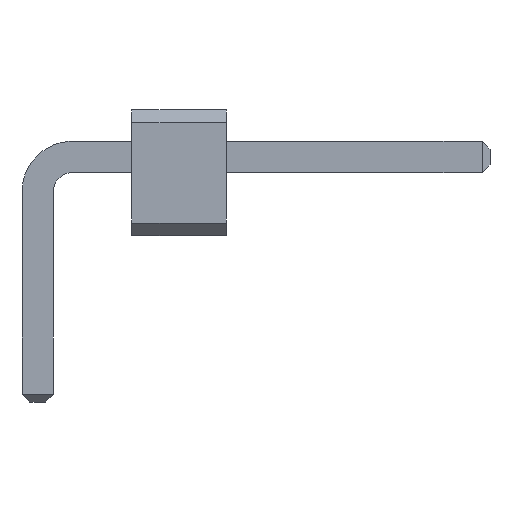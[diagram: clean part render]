
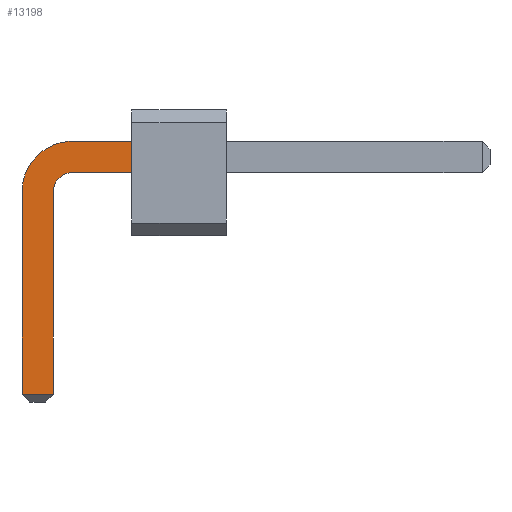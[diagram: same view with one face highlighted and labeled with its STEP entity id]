
A CAD part, front view. The second image highlights one B-rep face of the part: STEP entity #13198.
In plain terms, the highlighted planar face has unit normal (0, -1, 0).
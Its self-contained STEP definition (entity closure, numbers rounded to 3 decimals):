
#4186 = VERTEX_POINT('',#4187);
#4187 = CARTESIAN_POINT('',(1.5,-48.25,1.25));
#4195 = EDGE_CURVE('',#4186,#4196,#4198,.T.);
#4196 = VERTEX_POINT('',#4197);
#4197 = CARTESIAN_POINT('',(1.5,-48.25,0.75));
#4198 = LINE('',#4199,#4200);
#4199 = CARTESIAN_POINT('',(1.5,-48.25,0.499));
#4200 = VECTOR('',#4201,1.);
#4201 = DIRECTION('',(0.,0.,-1.));
#13098 = VERTEX_POINT('',#13099);
#13099 = CARTESIAN_POINT('',(0.5,-48.25,1.25));
#13105 = EDGE_CURVE('',#13098,#4186,#13106,.T.);
#13106 = LINE('',#13107,#13108);
#13107 = CARTESIAN_POINT('',(0.5,-48.25,1.25));
#13108 = VECTOR('',#13109,1.);
#13109 = DIRECTION('',(1.,0.,0.));
#13180 = EDGE_CURVE('',#4196,#13181,#13183,.T.);
#13181 = VERTEX_POINT('',#13182);
#13182 = CARTESIAN_POINT('',(0.5,-48.25,0.75));
#13183 = LINE('',#13184,#13185);
#13184 = CARTESIAN_POINT('',(7.2,-48.25,0.75));
#13185 = VECTOR('',#13186,1.);
#13186 = DIRECTION('',(-1.,0.,0.));
#13198 = ADVANCED_FACE('',(#13199),#13244,.F.);
#13199 = FACE_BOUND('',#13200,.F.);
#13200 = EDGE_LOOP('',(#13201,#13202,#13203,#13212,#13220,#13228,#13236,
#13243));
#13201 = ORIENTED_EDGE('',*,*,#4195,.T.);
#13202 = ORIENTED_EDGE('',*,*,#13180,.T.);
#13203 = ORIENTED_EDGE('',*,*,#13204,.T.);
#13204 = EDGE_CURVE('',#13181,#13205,#13207,.T.);
#13205 = VERTEX_POINT('',#13206);
#13206 = CARTESIAN_POINT('',(0.25,-48.25,0.5));
#13207 = CIRCLE('',#13208,0.324);
#13208 = AXIS2_PLACEMENT_3D('',#13209,#13210,#13211);
#13209 = CARTESIAN_POINT('',(0.567,-48.25,0.433));
#13210 = DIRECTION('',(0.,-1.,0.));
#13211 = DIRECTION('',(-0.207,0.,0.978
));
#13212 = ORIENTED_EDGE('',*,*,#13213,.T.);
#13213 = EDGE_CURVE('',#13205,#13214,#13216,.T.);
#13214 = VERTEX_POINT('',#13215);
#13215 = CARTESIAN_POINT('',(0.25,-48.25,-2.775));
#13216 = LINE('',#13217,#13218);
#13217 = CARTESIAN_POINT('',(0.25,-48.25,0.5));
#13218 = VECTOR('',#13219,1.);
#13219 = DIRECTION('',(0.,0.,-1.));
#13220 = ORIENTED_EDGE('',*,*,#13221,.T.);
#13221 = EDGE_CURVE('',#13214,#13222,#13224,.T.);
#13222 = VERTEX_POINT('',#13223);
#13223 = CARTESIAN_POINT('',(-0.25,-48.25,-2.775));
#13224 = LINE('',#13225,#13226);
#13225 = CARTESIAN_POINT('',(0.25,-48.25,-2.775));
#13226 = VECTOR('',#13227,1.);
#13227 = DIRECTION('',(-1.,0.,0.));
#13228 = ORIENTED_EDGE('',*,*,#13229,.T.);
#13229 = EDGE_CURVE('',#13222,#13230,#13232,.T.);
#13230 = VERTEX_POINT('',#13231);
#13231 = CARTESIAN_POINT('',(-0.25,-48.25,0.5));
#13232 = LINE('',#13233,#13234);
#13233 = CARTESIAN_POINT('',(-0.25,-48.25,-2.9));
#13234 = VECTOR('',#13235,1.);
#13235 = DIRECTION('',(0.,0.,1.));
#13236 = ORIENTED_EDGE('',*,*,#13237,.T.);
#13237 = EDGE_CURVE('',#13230,#13098,#13238,.T.);
#13238 = CIRCLE('',#13239,0.808);
#13239 = AXIS2_PLACEMENT_3D('',#13240,#13241,#13242);
#13240 = CARTESIAN_POINT('',(0.556,-48.25,0.444));
#13241 = DIRECTION('',(0.,1.,0.));
#13242 = DIRECTION('',(-0.998,0.,
0.069));
#13243 = ORIENTED_EDGE('',*,*,#13105,.T.);
#13244 = PLANE('',#13245);
#13245 = AXIS2_PLACEMENT_3D('',#13246,#13247,#13248);
#13246 = CARTESIAN_POINT('',(2.437,-48.25,0.248));
#13247 = DIRECTION('',(0.,1.,-0.));
#13248 = DIRECTION('',(0.,0.,-1.));
